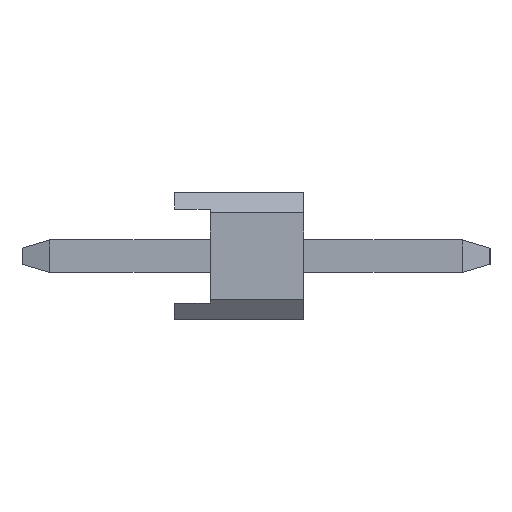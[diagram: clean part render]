
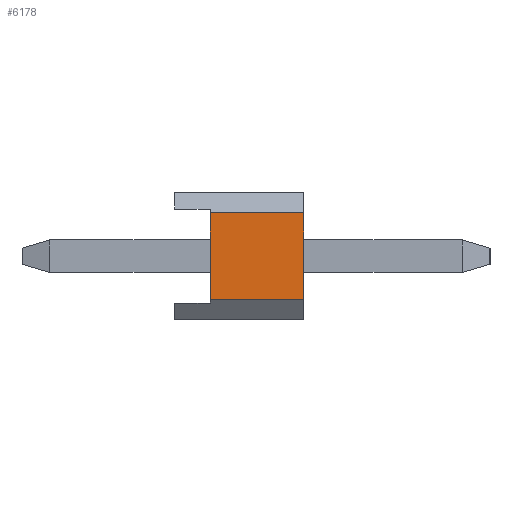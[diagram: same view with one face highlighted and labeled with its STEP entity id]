
A CAD part, left-side view. The second image highlights one B-rep face of the part: STEP entity #6178.
In plain terms, the highlighted planar face has unit normal (-1, 0, 0).
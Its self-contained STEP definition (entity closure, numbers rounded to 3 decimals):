
#4528=EDGE_CURVE('',#7212,#4730,#11135,.T.);
#4602=VERTEX_POINT('',#11216);
#4730=VERTEX_POINT('',#11359);
#6178=ADVANCED_FACE('',(#12988),#12989,.T.);
#7212=VERTEX_POINT('',#14104);
#7304=EDGE_CURVE('',#9522,#4730,#14206,.T.);
#8412=EDGE_CURVE('',#4602,#9522,#15410,.T.);
#8830=EDGE_CURVE('',#7212,#4602,#15876,.T.);
#9522=VERTEX_POINT('',#16640);
#11135=LINE('',#18893,#18894);
#11216=CARTESIAN_POINT('',(-26.57,-0.7,-0.851));
#11359=CARTESIAN_POINT('',(-26.57,-2.54,0.851));
#12988=FACE_OUTER_BOUND('',#21561,.T.);
#12989=PLANE('',#21562);
#14104=CARTESIAN_POINT('',(-26.57,-0.7,0.851));
#14206=LINE('',#23376,#23377);
#15410=LINE('',#25116,#25117);
#15876=LINE('',#25780,#25781);
#16640=CARTESIAN_POINT('',(-26.57,-2.54,-0.851));
#18893=CARTESIAN_POINT('',(-26.57,0.,0.851));
#18894=VECTOR('',#28629,1.0);
#21561=EDGE_LOOP('',(#30866,#30867,#30868,#30869));
#21562=AXIS2_PLACEMENT_3D('',#30870,#30871,#30872);
#23376=CARTESIAN_POINT('',(-26.57,-2.54,0.851));
#23377=VECTOR('',#31929,1.0);
#25116=CARTESIAN_POINT('',(-26.57,0.,-0.851));
#25117=VECTOR('',#32987,1.0);
#25780=CARTESIAN_POINT('',(-26.57,-0.7,-0.426));
#25781=VECTOR('',#33478,1.0);
#28629=DIRECTION('',(0.0,-1.0,0.));
#30866=ORIENTED_EDGE('',*,*,#8830,.T.);
#30867=ORIENTED_EDGE('',*,*,#8412,.T.);
#30868=ORIENTED_EDGE('',*,*,#7304,.T.);
#30869=ORIENTED_EDGE('',*,*,#4528,.F.);
#30870=CARTESIAN_POINT('',(-26.57,0.,-0.851));
#30871=DIRECTION('',(-1.0,0.0,0.0));
#30872=DIRECTION('',(0.0,0.,-1.0));
#31929=DIRECTION('',(0.0,0.,1.0));
#32987=DIRECTION('',(0.0,-1.0,0.));
#33478=DIRECTION('',(0.0,0.,-1.0));
